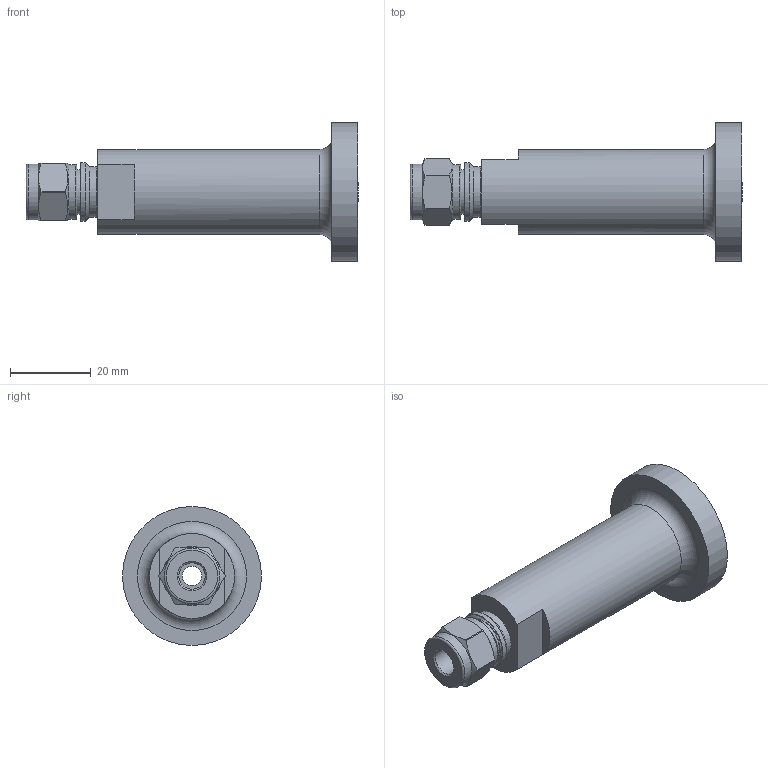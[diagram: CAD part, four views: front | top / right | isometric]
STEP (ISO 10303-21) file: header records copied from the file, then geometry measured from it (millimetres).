
FILE_DESCRIPTION(/* description */ (''),/* implementation_level */ '2;1');
FILE_NAME(/* name */ 'SFTCI-4-SM.stp',/* time_stamp */ '2022-05-04T10:55:15+09:00',/* author */ ('user'),/* organization */ (''),/* preprocessor_version */ 'ST-DEVELOPER v18.1',/* originating_system */ 'Autodesk Inventor 2022',/* authorisation */ '');
FILE_SCHEMA (('AUTOMOTIVE_DESIGN { 1 0 10303 214 3 1 1 }'));
Length unit declared in the file: millimetre
Products named in the file (1): SFTC-4-SM
Bounding box: 82.44 x 34.5 x 34.5 mm (x, y, z)
Volume: 27021.8 mm3; surface area: 8913.1 mm2
Topology: 1 solids, 1 shells, 46 faces, 104 edges, 66 vertices
Faces by surface type: plane 18, cylinder 17, cone 8, torus 3
Full cylindrical faces by diameter (mm): 4.826 x1, 6.55 x1, 9.4 x1, 10.1 x1, 11.112 x1, 12.6 x1, 13.6 x1, 13.9 x1, 14.6 x1, 21.1 x1, 34.5 x1
Entity records: 1334 total; most frequent: CARTESIAN_POINT 241, DIRECTION 239, ORIENTED_EDGE 208, EDGE_CURVE 104, AXIS2_PLACEMENT_3D 100, VERTEX_POINT 66, EDGE_LOOP 54, CIRCLE 53
